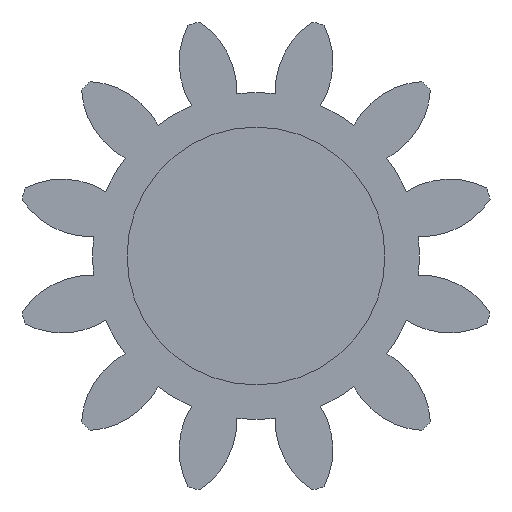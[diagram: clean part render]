
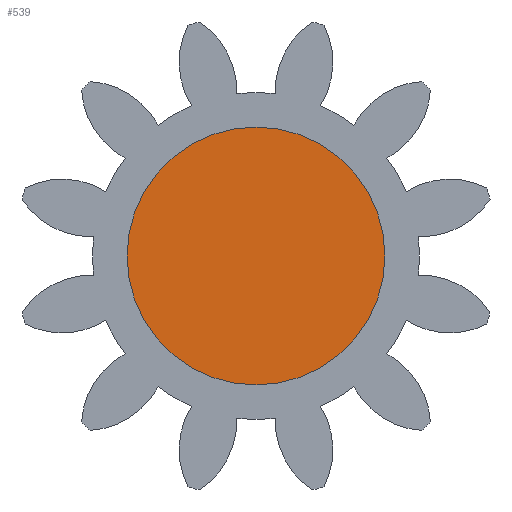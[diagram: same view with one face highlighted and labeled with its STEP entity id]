
A CAD part, front view. The second image highlights one B-rep face of the part: STEP entity #539.
In plain terms, the highlighted planar face has unit normal (0, -1, 0).
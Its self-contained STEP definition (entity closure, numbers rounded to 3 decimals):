
#34 = ORIENTED_EDGE ( 'NONE', *, *, #2113, .F. ) ;
#60 = AXIS2_PLACEMENT_3D ( 'NONE', #1454, #1461, #1732 ) ;
#193 = VERTEX_POINT ( 'NONE', #877 ) ;
#420 = CIRCLE ( 'NONE', #2021, 3. ) ;
#445 = FACE_OUTER_BOUND ( 'NONE', #638, .T. ) ;
#539 = ADVANCED_FACE ( 'NONE', ( #445 ), #1077, .F. ) ;
#561 = DIRECTION ( 'NONE',  ( 0., 1., 0. ) ) ;
#593 = VERTEX_POINT ( 'NONE', #1326 ) ;
#638 = EDGE_LOOP ( 'NONE', ( #992, #34 ) ) ;
#877 = CARTESIAN_POINT ( 'NONE',  ( 0., -76.06, -3. ) ) ;
#896 = CARTESIAN_POINT ( 'NONE',  ( 0., -76.06, 0. ) ) ;
#992 = ORIENTED_EDGE ( 'NONE', *, *, #1999, .F. ) ;
#1077 = PLANE ( 'NONE',  #60 ) ;
#1271 = AXIS2_PLACEMENT_3D ( 'NONE', #1481, #1295, #1504 ) ;
#1295 = DIRECTION ( 'NONE',  ( 0., 1., 0. ) ) ;
#1326 = CARTESIAN_POINT ( 'NONE',  ( 0., -76.06, 3. ) ) ;
#1454 = CARTESIAN_POINT ( 'NONE',  ( 0., -76.06, 0. ) ) ;
#1461 = DIRECTION ( 'NONE',  ( 0., 1., 0. ) ) ;
#1481 = CARTESIAN_POINT ( 'NONE',  ( 0., -76.06, 0. ) ) ;
#1504 = DIRECTION ( 'NONE',  ( 0., 0., 1. ) ) ;
#1528 = DIRECTION ( 'NONE',  ( 0., 0., 1. ) ) ;
#1626 = CIRCLE ( 'NONE', #1271, 3. ) ;
#1732 = DIRECTION ( 'NONE',  ( 0., 0., 1. ) ) ;
#1999 = EDGE_CURVE ( 'NONE', #593, #193, #1626, .T. ) ;
#2021 = AXIS2_PLACEMENT_3D ( 'NONE', #896, #561, #1528 ) ;
#2113 = EDGE_CURVE ( 'NONE', #193, #593, #420, .T. ) ;
